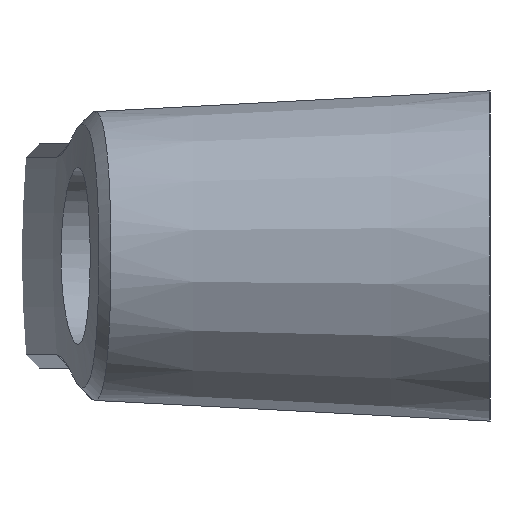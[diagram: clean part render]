
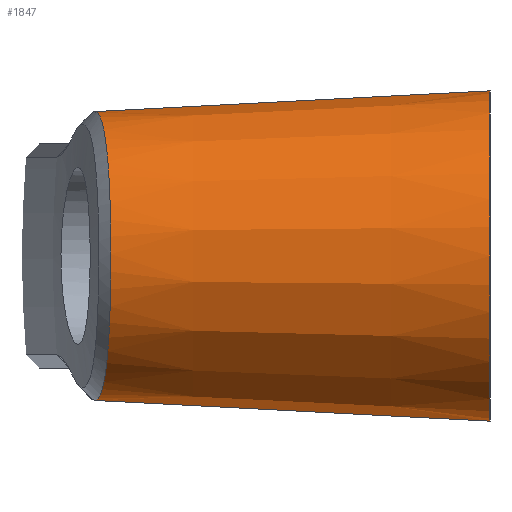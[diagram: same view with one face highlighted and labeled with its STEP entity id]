
A CAD part, left-side view. The second image highlights one B-rep face of the part: STEP entity #1847.
In plain terms, the highlighted conical face has half-angle 3 degrees and reference radius 14 mm.
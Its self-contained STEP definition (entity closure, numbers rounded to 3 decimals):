
#34 = CARTESIAN_POINT ( 'NONE',  ( -58.506, 33.526, 12.243 ) ) ;
#43 = CARTESIAN_POINT ( 'NONE',  ( -64.805, 32.7, 10.669 ) ) ;
#54 = CARTESIAN_POINT ( 'NONE',  ( -70.794, 32.139, -0.847 ) ) ;
#66 = CARTESIAN_POINT ( 'NONE',  ( -66.375, 32.532, -9.475 ) ) ;
#75 = CARTESIAN_POINT ( 'NONE',  ( -59.407, 33.393, -12.217 ) ) ;
#142 = ORIENTED_EDGE ( 'NONE', *, *, #2778, .T. ) ;
#152 = FACE_OUTER_BOUND ( 'NONE', #3110, .T. ) ;
#221 = VERTEX_POINT ( 'NONE', #2157 ) ;
#252 = CARTESIAN_POINT ( 'NONE',  ( -58.523, 33.523, 12.243 ) ) ;
#262 = CARTESIAN_POINT ( 'NONE',  ( -67.39, 32.433, 8.503 ) ) ;
#267 = CARTESIAN_POINT ( 'NONE',  ( -70.701, 32.146, -1.687 ) ) ;
#273 = VECTOR ( 'NONE', #1476, 1000. ) ;
#277 = CARTESIAN_POINT ( 'NONE',  ( -64.945, 32.685, -10.463 ) ) ;
#288 = CARTESIAN_POINT ( 'NONE',  ( -59.068, 33.442, -12.234 ) ) ;
#323 = DIRECTION ( 'NONE',  ( 0., 0., 1. ) ) ;
#466 = CARTESIAN_POINT ( 'NONE',  ( -58.591, 33.513, 12.243 ) ) ;
#476 = CARTESIAN_POINT ( 'NONE',  ( -67.786, 32.395, 8.071 ) ) ;
#483 = CARTESIAN_POINT ( 'NONE',  ( -70.634, 32.152, -2.106 ) ) ;
#495 = CARTESIAN_POINT ( 'NONE',  ( -64.451, 32.741, -10.747 ) ) ;
#503 = CARTESIAN_POINT ( 'NONE',  ( -58.937, 33.461, -12.239 ) ) ;
#520 = CARTESIAN_POINT ( 'NONE',  ( -58.5, 0., 14. ) ) ;
#700 = CARTESIAN_POINT ( 'NONE',  ( -58.865, 33.472, 12.241 ) ) ;
#710 = CARTESIAN_POINT ( 'NONE',  ( -68.281, 32.349, 7.476 ) ) ;
#719 = CARTESIAN_POINT ( 'NONE',  ( -70.575, 32.156, -2.419 ) ) ;
#731 = CARTESIAN_POINT ( 'NONE',  ( -64.202, 32.77, -10.879 ) ) ;
#742 = CARTESIAN_POINT ( 'NONE',  ( -58.896, 33.467, -12.24 ) ) ;
#815 = LINE ( 'NONE', #520, #2787 ) ;
#870 = AXIS2_PLACEMENT_3D ( 'NONE', #2735, #1244, #2985 ) ;
#948 = CARTESIAN_POINT ( 'NONE',  ( -59.54, 33.374, 12.208 ) ) ;
#956 = CARTESIAN_POINT ( 'NONE',  ( -69.165, 32.27, 6.195 ) ) ;
#966 = CARTESIAN_POINT ( 'NONE',  ( -70.108, 32.193, -4.19 ) ) ;
#979 = CARTESIAN_POINT ( 'NONE',  ( -63.417, 32.862, -11.257 ) ) ;
#983 = VERTEX_POINT ( 'NONE', #2626 ) ;
#991 = CARTESIAN_POINT ( 'NONE',  ( -58.638, 33.506, -12.244 ) ) ;
#1188 = CARTESIAN_POINT ( 'NONE',  ( -60.569, 33.231, 12.09 ) ) ;
#1199 = CARTESIAN_POINT ( 'NONE',  ( -70.473, 32.161, 3.292 ) ) ;
#1213 = CARTESIAN_POINT ( 'NONE',  ( -69.012, 32.284, -6.454 ) ) ;
#1225 = CARTESIAN_POINT ( 'NONE',  ( -61.544, 33.097, -11.91 ) ) ;
#1239 = AXIS2_PLACEMENT_3D ( 'NONE', #2517, #1516, #323 ) ;
#1244 = DIRECTION ( 'NONE',  ( 0., 1., 0. ) ) ;
#1312 = CONICAL_SURFACE ( 'NONE', #1239, 14., 0.052 ) ;
#1428 = CARTESIAN_POINT ( 'NONE',  ( -58.5, 0., -14. ) ) ;
#1438 = CARTESIAN_POINT ( 'NONE',  ( -62.564, 32.97, 11.608 ) ) ;
#1447 = CARTESIAN_POINT ( 'NONE',  ( -70.815, 32.137, -0.427 ) ) ;
#1454 = CARTESIAN_POINT ( 'NONE',  ( -67.529, 32.419, -8.391 ) ) ;
#1464 = CARTESIAN_POINT ( 'NONE',  ( -59.926, 33.318, -12.178 ) ) ;
#1476 = DIRECTION ( 'NONE',  ( 0., -0.999, -0.052 ) ) ;
#1516 = DIRECTION ( 'NONE',  ( 0., -1., 0. ) ) ;
#1532 = CIRCLE ( 'NONE', #870, 14. ) ;
#1619 = LINE ( 'NONE', #1428, #273 ) ;
#1675 = CARTESIAN_POINT ( 'NONE',  ( -58.513, 33.525, 12.243 ) ) ;
#1687 = CARTESIAN_POINT ( 'NONE',  ( -66.147, 32.555, 9.753 ) ) ;
#1689 = B_SPLINE_CURVE_WITH_KNOTS ( 'NONE', 3,
 ( #2673, #1922, #34, #1675, #252, #1933, #466, #2176, #700, #2427, #948, #2683, #1188, #2928, #1438, #43, #1687, #262, #1944, #476, #2189, #710, #2440, #956, #2691, #1199, #2938, #1447, #54, #1697, #267, #1956, #483, #2196, #719, #2450, #966, #2697, #1213, #2947, #1454, #66, #1709, #277, #1966, #495, #2206, #731, #2466, #979, #2708, #1225, #2962, #1464, #75, #1720, #288, #1974, #503, #2219, #742, #2476, #991, #2719 ),
 .UNSPECIFIED., .F., .F.,
 ( 4, 2, 1, 1, 1, 1, 1, 1, 2, 2, 2, 2, 2, 2, 2, 2, 2, 2, 2, 2, 2, 2, 2, 2, 2, 1, 2, 2, 2, 2, 2, 1, 1, 1, 2, 2, 4 ),
 ( 0.104, 0.104, 0.104, 0.105, 0.106, 0.107, 0.11, 0.116, 0.129, 0.154, 0.204, 0.303, 0.316, 0.328, 0.353, 0.403, 0.502, 0.527, 0.54, 0.546, 0.552, 0.602, 0.652, 0.701, 0.751, 0.764, 0.77, 0.776, 0.801, 0.851, 0.876, 0.882, 0.885, 0.887, 0.887, 0.888, 0.901 ),
 .UNSPECIFIED. ) ;
#1697 = CARTESIAN_POINT ( 'NONE',  ( -70.728, 32.144, -1.477 ) ) ;
#1709 = CARTESIAN_POINT ( 'NONE',  ( -65.755, 32.596, -9.952 ) ) ;
#1720 = CARTESIAN_POINT ( 'NONE',  ( -59.251, 33.415, -12.227 ) ) ;
#1847 = ADVANCED_FACE ( 'NONE', ( #152 ), #1312, .T. ) ;
#1922 = CARTESIAN_POINT ( 'NONE',  ( -58.502, 33.526, 12.243 ) ) ;
#1933 = CARTESIAN_POINT ( 'NONE',  ( -58.545, 33.52, 12.243 ) ) ;
#1944 = CARTESIAN_POINT ( 'NONE',  ( -67.525, 32.42, 8.361 ) ) ;
#1956 = CARTESIAN_POINT ( 'NONE',  ( -70.652, 32.15, -2.001 ) ) ;
#1966 = CARTESIAN_POINT ( 'NONE',  ( -64.7, 32.713, -10.61 ) ) ;
#1974 = CARTESIAN_POINT ( 'NONE',  ( -58.976, 33.456, -12.237 ) ) ;
#2040 = CARTESIAN_POINT ( 'NONE',  ( -58.5, 33.527, 12.243 ) ) ;
#2153 = CARTESIAN_POINT ( 'NONE',  ( -58.5, 33.527, -12.243 ) ) ;
#2157 = CARTESIAN_POINT ( 'NONE',  ( -58.5, 0., -14. ) ) ;
#2176 = CARTESIAN_POINT ( 'NONE',  ( -58.682, 33.499, 12.243 ) ) ;
#2189 = CARTESIAN_POINT ( 'NONE',  ( -67.915, 32.383, 7.922 ) ) ;
#2196 = CARTESIAN_POINT ( 'NONE',  ( -70.596, 32.155, -2.316 ) ) ;
#2206 = CARTESIAN_POINT ( 'NONE',  ( -64.284, 32.76, -10.836 ) ) ;
#2219 = CARTESIAN_POINT ( 'NONE',  ( -58.91, 33.465, -12.239 ) ) ;
#2238 = DIRECTION ( 'NONE',  ( 0., -0.999, 0.052 ) ) ;
#2284 = ORIENTED_EDGE ( 'NONE', *, *, #2784, .T. ) ;
#2427 = CARTESIAN_POINT ( 'NONE',  ( -59.229, 33.419, 12.23 ) ) ;
#2440 = CARTESIAN_POINT ( 'NONE',  ( -68.512, 32.328, 7.165 ) ) ;
#2450 = CARTESIAN_POINT ( 'NONE',  ( -70.375, 32.172, -3.373 ) ) ;
#2466 = CARTESIAN_POINT ( 'NONE',  ( -63.772, 32.82, -11.097 ) ) ;
#2476 = CARTESIAN_POINT ( 'NONE',  ( -58.768, 33.486, -12.243 ) ) ;
#2517 = CARTESIAN_POINT ( 'NONE',  ( -58.5, 0., 0. ) ) ;
#2534 = ORIENTED_EDGE ( 'NONE', *, *, #2741, .T. ) ;
#2545 = VERTEX_POINT ( 'NONE', #2040 ) ;
#2626 = CARTESIAN_POINT ( 'NONE',  ( -58.5, 0., 14. ) ) ;
#2673 = CARTESIAN_POINT ( 'NONE',  ( -58.5, 33.527, 12.243 ) ) ;
#2683 = CARTESIAN_POINT ( 'NONE',  ( -60.159, 33.287, 12.15 ) ) ;
#2691 = CARTESIAN_POINT ( 'NONE',  ( -69.543, 32.238, 5.499 ) ) ;
#2697 = CARTESIAN_POINT ( 'NONE',  ( -69.427, 32.249, -5.731 ) ) ;
#2708 = CARTESIAN_POINT ( 'NONE',  ( -62.319, 32.997, -11.688 ) ) ;
#2719 = CARTESIAN_POINT ( 'NONE',  ( -58.5, 33.527, -12.243 ) ) ;
#2724 = VERTEX_POINT ( 'NONE', #2153 ) ;
#2735 = CARTESIAN_POINT ( 'NONE',  ( -58.5, 0., 0. ) ) ;
#2741 = EDGE_CURVE ( 'NONE', #2545, #2724, #1689, .T. ) ;
#2758 = ORIENTED_EDGE ( 'NONE', *, *, #2789, .F. ) ;
#2778 = EDGE_CURVE ( 'NONE', #2724, #221, #1619, .T. ) ;
#2784 = EDGE_CURVE ( 'NONE', #221, #983, #1532, .T. ) ;
#2787 = VECTOR ( 'NONE', #2238, 1000. ) ;
#2789 = EDGE_CURVE ( 'NONE', #2545, #983, #815, .T. ) ;
#2928 = CARTESIAN_POINT ( 'NONE',  ( -61.779, 33.069, 11.849 ) ) ;
#2938 = CARTESIAN_POINT ( 'NONE',  ( -70.817, 32.136, 1.662 ) ) ;
#2947 = CARTESIAN_POINT ( 'NONE',  ( -68.063, 32.369, -7.784 ) ) ;
#2962 = CARTESIAN_POINT ( 'NONE',  ( -60.336, 33.261, -12.125 ) ) ;
#2985 = DIRECTION ( 'NONE',  ( 0., 0., 1. ) ) ;
#3110 = EDGE_LOOP ( 'NONE', ( #2534, #142, #2284, #2758 ) ) ;
